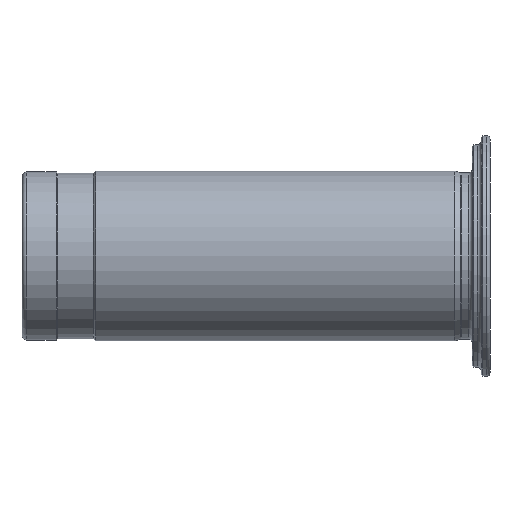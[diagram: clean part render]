
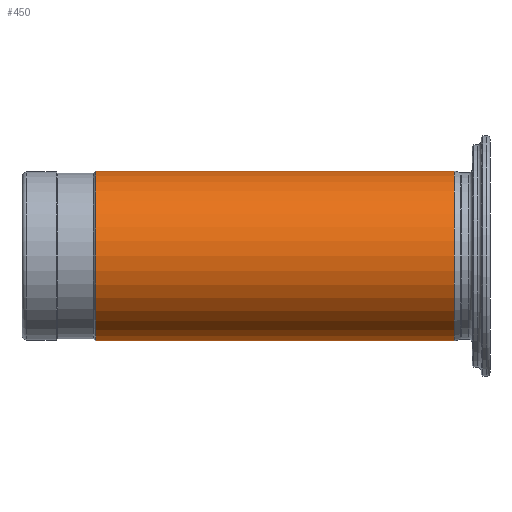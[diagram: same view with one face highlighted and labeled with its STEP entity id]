
A CAD part, front view. The second image highlights one B-rep face of the part: STEP entity #450.
In plain terms, the highlighted cylindrical face has radius 9.525 mm (diameter 19.05 mm), a full revolution.
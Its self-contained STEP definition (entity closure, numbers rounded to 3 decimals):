
#31=CYLINDRICAL_SURFACE('',#549,9.525);
#68=FACE_OUTER_BOUND('',#101,.T.);
#101=EDGE_LOOP('',(#410,#411,#412,#413));
#118=LINE('',#853,#135);
#135=VECTOR('',#720,9.525);
#137=CIRCLE('',#476,9.525);
#182=CIRCLE('',#548,9.525);
#185=VERTEX_POINT('',#726);
#221=VERTEX_POINT('',#849);
#224=EDGE_CURVE('',#185,#185,#137,.T.);
#283=EDGE_CURVE('',#221,#221,#182,.T.);
#285=EDGE_CURVE('',#185,#221,#118,.T.);
#410=ORIENTED_EDGE('',*,*,#224,.F.);
#411=ORIENTED_EDGE('',*,*,#285,.T.);
#412=ORIENTED_EDGE('',*,*,#283,.T.);
#413=ORIENTED_EDGE('',*,*,#285,.F.);
#450=ADVANCED_FACE('',(#68),#31,.T.);
#476=AXIS2_PLACEMENT_3D('',#728,#557,#558);
#548=AXIS2_PLACEMENT_3D('',#850,#715,#716);
#549=AXIS2_PLACEMENT_3D('',#852,#718,#719);
#557=DIRECTION('center_axis',(1.,0.,0.));
#558=DIRECTION('ref_axis',(0.,0.,-1.));
#715=DIRECTION('center_axis',(1.,0.,0.));
#716=DIRECTION('ref_axis',(0.,0.,-1.));
#718=DIRECTION('center_axis',(1.,0.,0.));
#719=DIRECTION('ref_axis',(0.,1.,0.));
#720=DIRECTION('',(-1.,0.,0.));
#726=CARTESIAN_POINT('',(-4.037,-9.525,0.));
#728=CARTESIAN_POINT('Origin',(-4.037,0.,0.));
#849=CARTESIAN_POINT('',(-44.287,-9.525,0.));
#850=CARTESIAN_POINT('Origin',(-44.287,0.,0.));
#852=CARTESIAN_POINT('Origin',(-24.162,0.,0.));
#853=CARTESIAN_POINT('',(-24.162,-9.525,0.));
